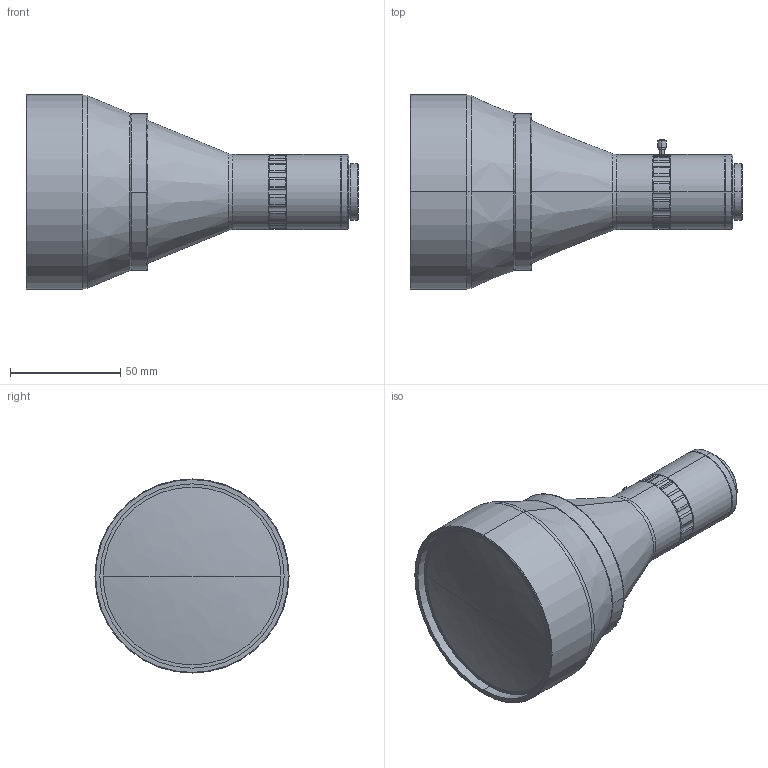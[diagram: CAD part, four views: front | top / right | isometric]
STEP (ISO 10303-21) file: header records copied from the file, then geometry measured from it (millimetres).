
FILE_DESCRIPTION (( 'STEP AP214' ), '1' );
FILE_NAME ('DTCA230-66.STEP', '2014-10-22T03:28:01', ( 'think' ), ( '' ), 'SwSTEP 2.0', 'SolidWorks 2012', '' );
FILE_SCHEMA (( 'AUTOMOTIVE_DESIGN' ));
Length unit declared in the file: millimetre
Products named in the file (1): DTCA230-66
Bounding box: 150.49 x 88 x 88 mm (x, y, z)
Volume: 406958.4 mm3; surface area: 36202.6 mm2
Topology: 1 solids, 1 shells, 148 faces, 388 edges, 253 vertices
Faces by surface type: cylinder 82, cone 41, plane 13, bspline 12
Entity records: 6156 total; most frequent: CARTESIAN_POINT 1481, ORIENTED_EDGE 772, DIRECTION 695, EDGE_CURVE 386, AXIS2_PLACEMENT_3D 299, VERTEX_POINT 253, CIRCLE 162, EDGE_LOOP 161
